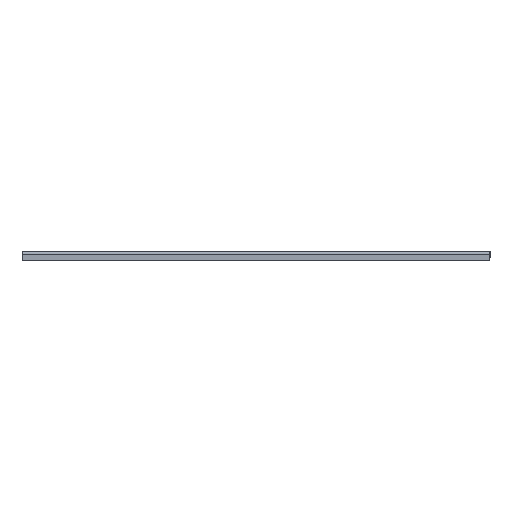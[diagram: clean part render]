
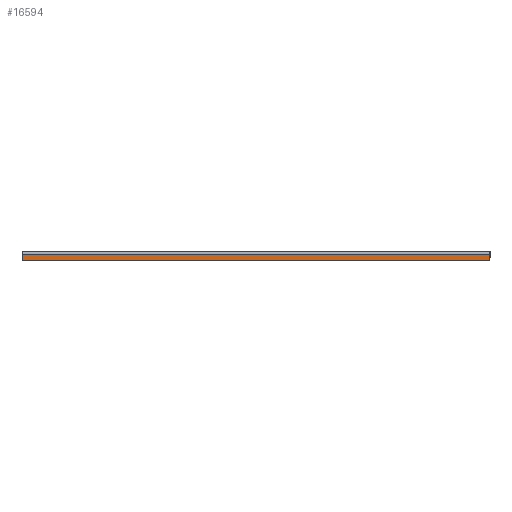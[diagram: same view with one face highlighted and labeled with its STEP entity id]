
A CAD part, front view. The second image highlights one B-rep face of the part: STEP entity #16594.
In plain terms, the highlighted planar face has unit normal (0, -1, 0).
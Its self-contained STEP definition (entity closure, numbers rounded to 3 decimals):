
#856 = EDGE_CURVE ( 'NONE', #9629, #27290, #21087, .T. ) ;
#1233 = ORIENTED_EDGE ( 'NONE', *, *, #15700, .F. ) ;
#1300 = ORIENTED_EDGE ( 'NONE', *, *, #14770, .T. ) ;
#1699 = CARTESIAN_POINT ( 'NONE',  ( 0., -118.24, 115.16 ) ) ;
#4154 = VECTOR ( 'NONE', #18900, 1000. ) ;
#5265 = ORIENTED_EDGE ( 'NONE', *, *, #856, .T. ) ;
#5329 = LINE ( 'NONE', #27723, #21077 ) ;
#5769 = AXIS2_PLACEMENT_3D ( 'NONE', #1699, #10571, #25857 ) ;
#7813 = CARTESIAN_POINT ( 'NONE',  ( 404.8, -118.24, -8.04 ) ) ;
#9291 = ORIENTED_EDGE ( 'NONE', *, *, #15036, .T. ) ;
#9471 = LINE ( 'NONE', #18355, #21032 ) ;
#9629 = VERTEX_POINT ( 'NONE', #26874 ) ;
#10351 = VECTOR ( 'NONE', #21525, 1000. ) ;
#10571 = DIRECTION ( 'NONE',  ( 0., 1., 0. ) ) ;
#12620 = PLANE ( 'NONE',  #5769 ) ;
#13057 = VERTEX_POINT ( 'NONE', #20806 ) ;
#14770 = EDGE_CURVE ( 'NONE', #17909, #9629, #9471, .T. ) ;
#14804 = CARTESIAN_POINT ( 'NONE',  ( 404.8, -118.24, -8.04 ) ) ;
#15036 = EDGE_CURVE ( 'NONE', #27290, #13057, #21949, .T. ) ;
#15679 = CARTESIAN_POINT ( 'NONE',  ( -13.875, -118.24, -2.237 ) ) ;
#15700 = EDGE_CURVE ( 'NONE', #17909, #13057, #5329, .T. ) ;
#16594 = ADVANCED_FACE ( 'NONE', ( #21767 ), #12620, .F. ) ;
#17909 = VERTEX_POINT ( 'NONE', #15679 ) ;
#18150 = DIRECTION ( 'NONE',  ( 0., 0., -1. ) ) ;
#18355 = CARTESIAN_POINT ( 'NONE',  ( -13.875, -118.24, -8.04 ) ) ;
#18900 = DIRECTION ( 'NONE',  ( 1., 0., 0. ) ) ;
#19082 = EDGE_LOOP ( 'NONE', ( #1233, #1300, #5265, #9291 ) ) ;
#19769 = CARTESIAN_POINT ( 'NONE',  ( 404.8, -118.24, 9.61 ) ) ;
#20806 = CARTESIAN_POINT ( 'NONE',  ( 404.8, -118.24, -2.237 ) ) ;
#21032 = VECTOR ( 'NONE', #18150, 1000. ) ;
#21077 = VECTOR ( 'NONE', #22945, 1000. ) ;
#21087 = LINE ( 'NONE', #14804, #4154 ) ;
#21525 = DIRECTION ( 'NONE',  ( 0., 0., 1. ) ) ;
#21767 = FACE_OUTER_BOUND ( 'NONE', #19082, .T. ) ;
#21949 = LINE ( 'NONE', #19769, #10351 ) ;
#22945 = DIRECTION ( 'NONE',  ( 1., 0., 0. ) ) ;
#25857 = DIRECTION ( 'NONE',  ( -1., 0., 0. ) ) ;
#26874 = CARTESIAN_POINT ( 'NONE',  ( -13.875, -118.24, -8.04 ) ) ;
#27290 = VERTEX_POINT ( 'NONE', #7813 ) ;
#27723 = CARTESIAN_POINT ( 'NONE',  ( 0., -118.24, -2.237 ) ) ;
